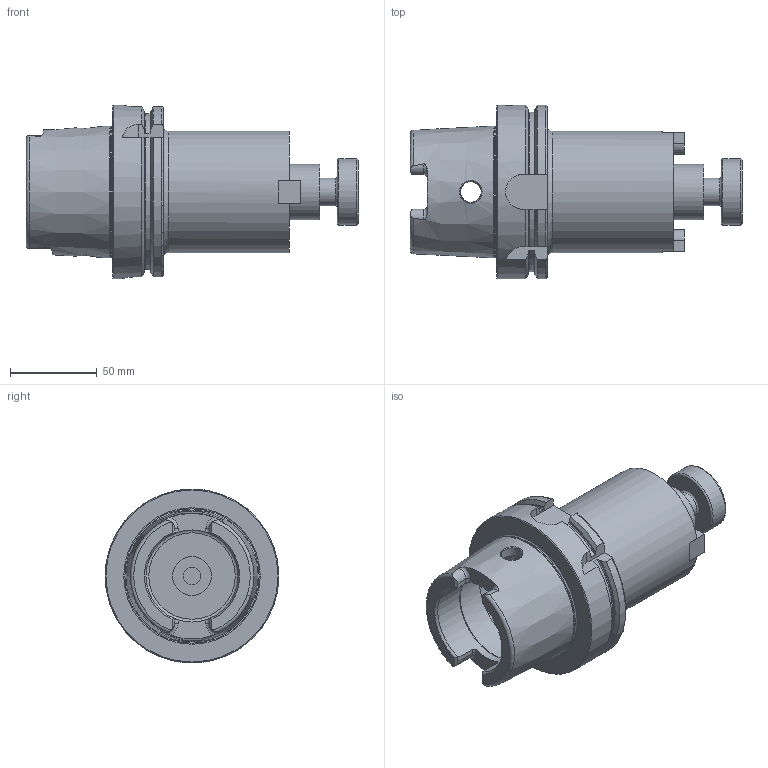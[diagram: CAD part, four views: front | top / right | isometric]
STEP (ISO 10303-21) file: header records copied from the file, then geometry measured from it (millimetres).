
FILE_DESCRIPTION(/* description */ ('','CAx-IF Rec.Pracs.---Representation and Presentation of Product Manufacturing Information (PMI)---4.0---2014-10-13'),/* implementation_level */ '2;1');
FILE_NAME(/* name */ 'ER104C.stp',/* time_stamp */ '2025-02-21T14:32:36+09:00',/* author */ ('eos'),/* organization */ (''),/* preprocessor_version */ 'ST-DEVELOPER v20',/* originating_system */ 'Autodesk Inventor 2025',/* authorisation */ '');
FILE_SCHEMA (('AP242_MANAGED_MODEL_BASED_3D_ENGINEERING_MIM_LF { 1 0 10303 442 1 1 4 }'));
Length unit declared in the file: inch
Products named in the file (5): LO-HSK100A-SMA16C-100; HSK63A; SMA27E-DRIV EKEY-SECO; #7658; COLLAR BOLT-UNF3_8-24x24L
Assembly tree (4 placements, depth 2):
  LO-HSK100A-SMA16C-100
    HSK63A
    SMA27E-DRIV EKEY-SECO  x2
    COLLAR BOLT-UNF3_8-24x24L
  #7658
Bounding box: 191.08 x 100 x 100 mm (x, y, z)
Volume: 553600 mm3; surface area: 82557.3 mm2
Topology: 6 solids, 6 shells, 204 faces, 517 edges, 335 vertices
Faces by surface type: plane 89, cylinder 56, torus 31, cone 26, bspline 2
Full cylindrical faces by diameter (mm): 3.683 x2, 4.5 x4, 4.826 x2, 5.5 x2, 7.925 x2, 8.7 x2, 10 x2, 12 x2, 12.7 x1, 14.351 x1, 15.875 x1, 16.5 x1, 22.376 x1, 25 x1, 31.75 x1, 38.1 x1, 53 x2, 63 x1, 69.85 x1, 75.415 x1, 100 x1
Entity records: 7628 total; most frequent: CARTESIAN_POINT 2255, DIRECTION 1097, ORIENTED_EDGE 910, EDGE_CURVE 455, AXIS2_PLACEMENT_3D 455, VERTEX_POINT 299, CIRCLE 215, STYLED_ITEM 211
